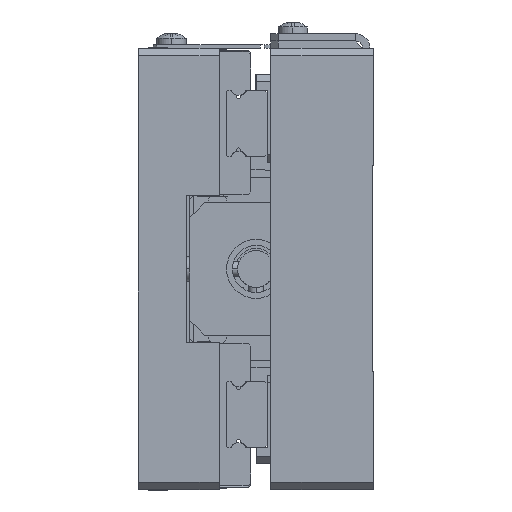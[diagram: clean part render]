
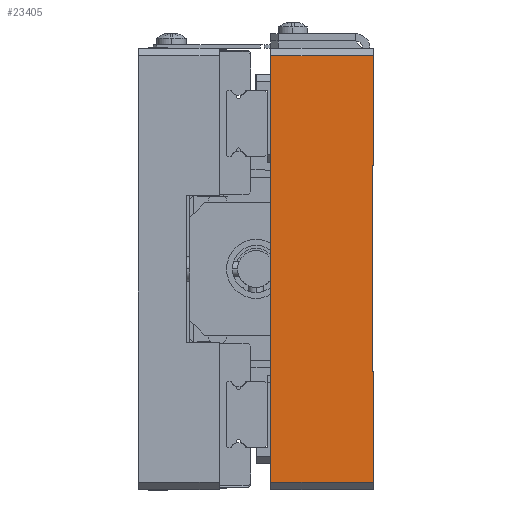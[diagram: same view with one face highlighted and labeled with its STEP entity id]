
A CAD part, left-side view. The second image highlights one B-rep face of the part: STEP entity #23405.
In plain terms, the highlighted planar face has unit normal (-1, 0, 0).
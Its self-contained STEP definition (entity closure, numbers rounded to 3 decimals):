
#300 = CARTESIAN_POINT ( 'NONE',  ( -82.5, 0., -14. ) ) ;
#320 = FACE_OUTER_BOUND ( 'NONE', #42240, .T. ) ;
#494 = VERTEX_POINT ( 'NONE', #17844 ) ;
#1665 = CARTESIAN_POINT ( 'NONE',  ( -82.5, 0.2, 30. ) ) ;
#2509 = EDGE_CURVE ( 'NONE', #35036, #9980, #12855, .T. ) ;
#3904 = EDGE_CURVE ( 'NONE', #16415, #42963, #31004, .T. ) ;
#3920 = DIRECTION ( 'NONE',  ( 0., 1., 0. ) ) ;
#4256 = LINE ( 'NONE', #44321, #10150 ) ;
#4313 = ORIENTED_EDGE ( 'NONE', *, *, #5527, .T. ) ;
#4410 = EDGE_CURVE ( 'NONE', #8194, #19708, #40892, .T. ) ;
#4577 = CARTESIAN_POINT ( 'NONE',  ( -82.5, 0., 14. ) ) ;
#5075 = ORIENTED_EDGE ( 'NONE', *, *, #38971, .F. ) ;
#5222 = CARTESIAN_POINT ( 'NONE',  ( -82.5, 14.5, 29. ) ) ;
#5527 = EDGE_CURVE ( 'NONE', #494, #16415, #6832, .T. ) ;
#6832 = LINE ( 'NONE', #33131, #12761 ) ;
#7480 = CARTESIAN_POINT ( 'NONE',  ( -82.5, 0., -29. ) ) ;
#7591 = DIRECTION ( 'NONE',  ( 0., 0., -1. ) ) ;
#8194 = VERTEX_POINT ( 'NONE', #4577 ) ;
#8517 = ORIENTED_EDGE ( 'NONE', *, *, #3904, .T. ) ;
#9110 = VECTOR ( 'NONE', #16629, 1000. ) ;
#9395 = ORIENTED_EDGE ( 'NONE', *, *, #43190, .T. ) ;
#9725 = LINE ( 'NONE', #32913, #17329 ) ;
#9980 = VERTEX_POINT ( 'NONE', #15388 ) ;
#10150 = VECTOR ( 'NONE', #41027, 1000. ) ;
#11103 = ORIENTED_EDGE ( 'NONE', *, *, #27955, .T. ) ;
#11473 = EDGE_CURVE ( 'NONE', #35036, #8194, #9725, .T. ) ;
#12761 = VECTOR ( 'NONE', #36282, 1000. ) ;
#12855 = LINE ( 'NONE', #1665, #15566 ) ;
#14717 = CARTESIAN_POINT ( 'NONE',  ( -82.5, 14., 29. ) ) ;
#15388 = CARTESIAN_POINT ( 'NONE',  ( -82.5, 0.2, -14. ) ) ;
#15435 = AXIS2_PLACEMENT_3D ( 'NONE', #41744, #24626, #7591 ) ;
#15566 = VECTOR ( 'NONE', #28744, 1000. ) ;
#16415 = VERTEX_POINT ( 'NONE', #7480 ) ;
#16629 = DIRECTION ( 'NONE',  ( 0., 0., 1. ) ) ;
#17329 = VECTOR ( 'NONE', #22137, 1000. ) ;
#17844 = CARTESIAN_POINT ( 'NONE',  ( -82.5, 14., -29. ) ) ;
#18692 = CARTESIAN_POINT ( 'NONE',  ( -82.5, 0., 29. ) ) ;
#19030 = DIRECTION ( 'NONE',  ( 0., 0., 1. ) ) ;
#19593 = LINE ( 'NONE', #41670, #28131 ) ;
#19708 = VERTEX_POINT ( 'NONE', #18692 ) ;
#22137 = DIRECTION ( 'NONE',  ( 0., -1., 0. ) ) ;
#22865 = VERTEX_POINT ( 'NONE', #14717 ) ;
#23281 = CARTESIAN_POINT ( 'NONE',  ( -82.5, 0., 30. ) ) ;
#23405 = ADVANCED_FACE ( 'NONE', ( #320 ), #34816, .F. ) ;
#23545 = VECTOR ( 'NONE', #19030, 1000. ) ;
#24626 = DIRECTION ( 'NONE',  ( 1., 0., 0. ) ) ;
#27059 = LINE ( 'NONE', #5222, #31353 ) ;
#27930 = ORIENTED_EDGE ( 'NONE', *, *, #4410, .T. ) ;
#27955 = EDGE_CURVE ( 'NONE', #42963, #9980, #19593, .T. ) ;
#28131 = VECTOR ( 'NONE', #3920, 1000. ) ;
#28744 = DIRECTION ( 'NONE',  ( 0., 0., -1. ) ) ;
#29063 = CARTESIAN_POINT ( 'NONE',  ( -82.5, 0., 30. ) ) ;
#31004 = LINE ( 'NONE', #29063, #23545 ) ;
#31353 = VECTOR ( 'NONE', #39986, 1000. ) ;
#32913 = CARTESIAN_POINT ( 'NONE',  ( -82.5, 14.5, 14. ) ) ;
#33131 = CARTESIAN_POINT ( 'NONE',  ( -82.5, 14.5, -29. ) ) ;
#34816 = PLANE ( 'NONE',  #15435 ) ;
#35036 = VERTEX_POINT ( 'NONE', #38184 ) ;
#36282 = DIRECTION ( 'NONE',  ( 0., -1., 0. ) ) ;
#38184 = CARTESIAN_POINT ( 'NONE',  ( -82.5, 0.2, 14. ) ) ;
#38971 = EDGE_CURVE ( 'NONE', #494, #22865, #4256, .T. ) ;
#39986 = DIRECTION ( 'NONE',  ( 0., 1., 0. ) ) ;
#40892 = LINE ( 'NONE', #23281, #9110 ) ;
#41027 = DIRECTION ( 'NONE',  ( 0., 0., 1. ) ) ;
#41327 = ORIENTED_EDGE ( 'NONE', *, *, #11473, .T. ) ;
#41670 = CARTESIAN_POINT ( 'NONE',  ( -82.5, 14.5, -14. ) ) ;
#41744 = CARTESIAN_POINT ( 'NONE',  ( -82.5, 14.5, 30. ) ) ;
#42240 = EDGE_LOOP ( 'NONE', ( #5075, #4313, #8517, #11103, #43831, #41327, #27930, #9395 ) ) ;
#42963 = VERTEX_POINT ( 'NONE', #300 ) ;
#43190 = EDGE_CURVE ( 'NONE', #19708, #22865, #27059, .T. ) ;
#43831 = ORIENTED_EDGE ( 'NONE', *, *, #2509, .F. ) ;
#44321 = CARTESIAN_POINT ( 'NONE',  ( -82.5, 14., 30. ) ) ;
